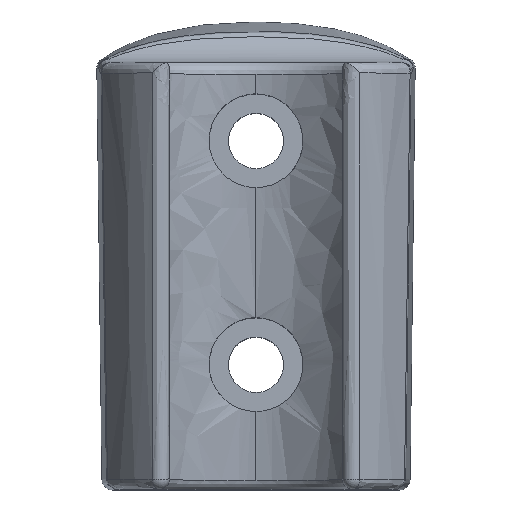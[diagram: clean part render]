
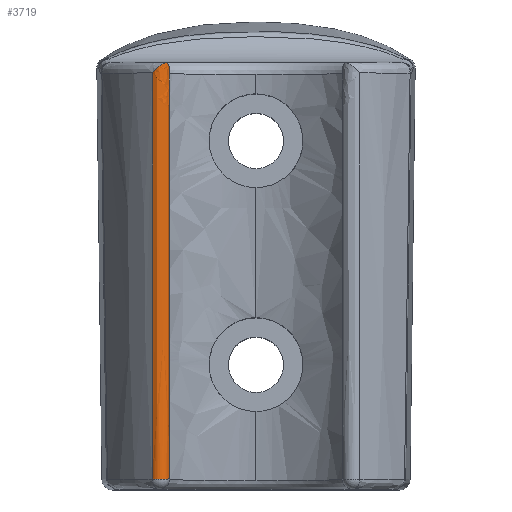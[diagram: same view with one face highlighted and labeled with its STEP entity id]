
A CAD part, top view. The second image highlights one B-rep face of the part: STEP entity #3719.
In plain terms, the highlighted free-form (B-spline) face has degree [3, 2] with [4, 3] control points.
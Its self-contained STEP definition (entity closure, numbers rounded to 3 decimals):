
#15 = CARTESIAN_POINT ( 'NONE',  ( -8.3, -11.376, -4.416 ) ) ;
#45 = CARTESIAN_POINT ( 'NONE',  ( -9.928, -1.028, -3.26 ) ) ;
#67 = CARTESIAN_POINT ( 'NONE',  ( -9.948, -15.509, -3.807 ) ) ;
#90 = CARTESIAN_POINT ( 'NONE',  ( -9.114, -0.272, -3.019 ) ) ;
#103 = CARTESIAN_POINT ( 'NONE',  ( -8.384, -0.253, -3.596 ) ) ;
#201 = CARTESIAN_POINT ( 'NONE',  ( -9.979, -40.028, -4.756 ) ) ;
#210 = CARTESIAN_POINT ( 'NONE',  ( -8.556, -0.061, -3.324 ) ) ;
#343 = EDGE_CURVE ( 'NONE', #3627, #1554, #1284, .T. ) ;
#412 = EDGE_CURVE ( 'NONE', #1707, #1554, #4355, .T. ) ;
#429 = CARTESIAN_POINT ( 'NONE',  ( -8.3, -7.27, -4.266 ) ) ;
#573 = CARTESIAN_POINT ( 'NONE',  ( -8.333, -0.434, -3.762 ) ) ;
#802 = CARTESIAN_POINT ( 'NONE',  ( -8.3, -40., -5.489 ) ) ;
#804 = CARTESIAN_POINT ( 'NONE',  ( -9.963, -26.616, -4.229 ) ) ;
#826 = CARTESIAN_POINT ( 'NONE',  ( -8.3, -3.165, -4.116 ) ) ;
#830 = CARTESIAN_POINT ( 'NONE',  ( -8.3, -27.016, -2.773 ) ) ;
#935 = ORIENTED_EDGE ( 'NONE', *, *, #5055, .F. ) ;
#1218 = ORIENTED_EDGE ( 'NONE', *, *, #412, .T. ) ;
#1283 = CARTESIAN_POINT ( 'NONE',  ( -9.931, -2.749, -3.324 ) ) ;
#1284 = B_SPLINE_CURVE_WITH_KNOTS ( 'NONE', 3,
 ( #3959, #210, #4423, #103, #1827, #3536 ),
 .UNSPECIFIED., .F., .F.,
 ( 4, 2, 4 ),
 ( -0.003, -0.003, -0.003 ),
 .UNSPECIFIED. ) ;
#1338 = CARTESIAN_POINT ( 'NONE',  ( -9.97, -32.188, -4.449 ) ) ;
#1396 = CARTESIAN_POINT ( 'NONE',  ( -8.3, -3.165, -4.116 ) ) ;
#1424 = EDGE_CURVE ( 'NONE', #3088, #4606, #5552, .T. ) ;
#1433 = ORIENTED_EDGE ( 'NONE', *, *, #2794, .F. ) ;
#1554 = VERTEX_POINT ( 'NONE', #5520 ) ;
#1630 = CARTESIAN_POINT ( 'NONE',  ( -8.3, -40., -5.489 ) ) ;
#1656 = CARTESIAN_POINT ( 'NONE',  ( -8.3, -40.087, -3.202 ) ) ;
#1684 = CARTESIAN_POINT ( 'NONE',  ( -9.979, -40.028, -4.756 ) ) ;
#1699 = CARTESIAN_POINT ( 'NONE',  ( -9.234, -0.359, -3.009 ) ) ;
#1707 = VERTEX_POINT ( 'NONE', #1396 ) ;
#1708 = CARTESIAN_POINT ( 'NONE',  ( -9.953, -19.762, -3.969 ) ) ;
#1765 = CARTESIAN_POINT ( 'NONE',  ( -9.979, -40.028, -4.756 ) ) ;
#1778 = B_SPLINE_CURVE_WITH_KNOTS ( 'NONE', 3,
 ( #2150, #3914, #1785, #1699, #90, #1814, #5538, #3053 ),
 .UNSPECIFIED., .F., .F.,
 ( 4, 2, 2, 4 ),
 ( 0., 0.001, 0.001, 0.002 ),
 .UNSPECIFIED. ) ;
#1785 = CARTESIAN_POINT ( 'NONE',  ( -9.568, -0.629, -3.034 ) ) ;
#1792 = CARTESIAN_POINT ( 'NONE',  ( -9.929, -1.602, -3.281 ) ) ;
#1814 = CARTESIAN_POINT ( 'NONE',  ( -8.877, -0.126, -3.09 ) ) ;
#1827 = CARTESIAN_POINT ( 'NONE',  ( -8.352, -0.338, -3.685 ) ) ;
#1855 = DIRECTION ( 'NONE',  ( 0., 0.999, 0.038 ) ) ;
#1882 = CARTESIAN_POINT ( 'NONE',  ( -8.311, -1.344, -3.88 ) ) ;
#1885 = CARTESIAN_POINT ( 'NONE',  ( -9.3, -40., -5.489 ) ) ;
#1927 = B_SPLINE_CURVE_WITH_KNOTS ( 'NONE', 3,
 ( #1765, #5215, #1338, #4339, #2125, #1708, #67, #3834, #5546, #1283, #3061, #1792, #4243 ),
 .UNSPECIFIED., .F., .F.,
 ( 4, 3, 3, 3, 4 ),
 ( 0., 0.012, 0.025, 0.037, 0.039 ),
 .UNSPECIFIED. ) ;
#2099 = CARTESIAN_POINT ( 'NONE',  ( -9.927, 0.209, -3.213 ) ) ;
#2125 = CARTESIAN_POINT ( 'NONE',  ( -9.959, -24.015, -4.132 ) ) ;
#2127 = CARTESIAN_POINT ( 'NONE',  ( -8.3, -40., -5.489 ) ) ;
#2150 = CARTESIAN_POINT ( 'NONE',  ( -9.928, -1.028, -3.26 ) ) ;
#2445 = FACE_OUTER_BOUND ( 'NONE', #2774, .T. ) ;
#2550 = CARTESIAN_POINT ( 'NONE',  ( -8.3, -23.987, -4.884 ) ) ;
#2556 = CARTESIAN_POINT ( 'NONE',  ( -8.3, 0.161, -1.906 ) ) ;
#2762 = ORIENTED_EDGE ( 'NONE', *, *, #343, .F. ) ;
#2774 = EDGE_LOOP ( 'NONE', ( #935, #3060, #4042, #1433, #1218, #2762 ) ) ;
#2790 = AXIS2_PLACEMENT_3D ( 'NONE', #1885, #1855, #5310 ) ;
#2794 = EDGE_CURVE ( 'NONE', #1707, #4606, #3731, .T. ) ;
#2869 =( BOUNDED_SURFACE ( )  B_SPLINE_SURFACE ( 3, 2, ( 
 ( #1630, #1656, #1684 ),
 ( #2949, #830, #804 ),
 ( #3393, #5525, #5106 ),
 ( #4993, #2556, #2099 ) ),
 .UNSPECIFIED., .F., .F., .T. ) 
 B_SPLINE_SURFACE_WITH_KNOTS ( ( 4, 4 ),
 ( 3, 3 ),
 ( 0.001, 0.041 ),
 ( 0., 1. ),
 .UNSPECIFIED. ) 
 GEOMETRIC_REPRESENTATION_ITEM ( )  RATIONAL_B_SPLINE_SURFACE ( (
 ( 1., 0.4, 1.),
 ( 1., 0.411, 1.),
 ( 1., 0.422, 1.),
 ( 1., 0.432, 1.) ) ) 
 REPRESENTATION_ITEM ( '' )  SURFACE ( )  );
#2949 = CARTESIAN_POINT ( 'NONE',  ( -8.3, -26.588, -4.978 ) ) ;
#2975 = VERTEX_POINT ( 'NONE', #45 ) ;
#3053 = CARTESIAN_POINT ( 'NONE',  ( -8.647, -0.03, -3.244 ) ) ;
#3060 = ORIENTED_EDGE ( 'NONE', *, *, #4196, .F. ) ;
#3061 = CARTESIAN_POINT ( 'NONE',  ( -9.93, -2.175, -3.303 ) ) ;
#3088 = VERTEX_POINT ( 'NONE', #201 ) ;
#3149 = CARTESIAN_POINT ( 'NONE',  ( -8.3, -2.255, -3.998 ) ) ;
#3393 = CARTESIAN_POINT ( 'NONE',  ( -8.3, -13.176, -4.479 ) ) ;
#3536 = CARTESIAN_POINT ( 'NONE',  ( -8.333, -0.434, -3.762 ) ) ;
#3615 = CARTESIAN_POINT ( 'NONE',  ( -8.3, -3.165, -4.116 ) ) ;
#3627 = VERTEX_POINT ( 'NONE', #5226 ) ;
#3719 = ADVANCED_FACE ( 'NONE', ( #2445 ), #2869, .T. ) ;
#3731 = B_SPLINE_CURVE_WITH_KNOTS ( 'NONE', 3,
 ( #826, #429, #15, #4365, #4678, #2550, #4764, #4253, #5160, #2127 ),
 .UNSPECIFIED., .F., .F.,
 ( 4, 3, 3, 4 ),
 ( 0.002, 0.014, 0.027, 0.039 ),
 .UNSPECIFIED. ) ;
#3834 = CARTESIAN_POINT ( 'NONE',  ( -9.942, -11.256, -3.645 ) ) ;
#3914 = CARTESIAN_POINT ( 'NONE',  ( -9.769, -0.831, -3.124 ) ) ;
#3959 = CARTESIAN_POINT ( 'NONE',  ( -8.647, -0.03, -3.244 ) ) ;
#4042 = ORIENTED_EDGE ( 'NONE', *, *, #1424, .T. ) ;
#4196 = EDGE_CURVE ( 'NONE', #3088, #2975, #1927, .T. ) ;
#4243 = CARTESIAN_POINT ( 'NONE',  ( -9.928, -1.028, -3.26 ) ) ;
#4253 = CARTESIAN_POINT ( 'NONE',  ( -8.3, -32.16, -5.191 ) ) ;
#4339 = CARTESIAN_POINT ( 'NONE',  ( -9.964, -28.269, -4.297 ) ) ;
#4355 = B_SPLINE_CURVE_WITH_KNOTS ( 'NONE', 3,
 ( #3615, #3149, #1882, #573 ),
 .UNSPECIFIED., .F., .F.,
 ( 4, 4 ),
 ( -0.004, -0.001 ),
 .UNSPECIFIED. ) ;
#4365 = CARTESIAN_POINT ( 'NONE',  ( -8.3, -15.481, -4.568 ) ) ;
#4423 = CARTESIAN_POINT ( 'NONE',  ( -8.485, -0.115, -3.417 ) ) ;
#4606 = VERTEX_POINT ( 'NONE', #802 ) ;
#4678 = CARTESIAN_POINT ( 'NONE',  ( -8.3, -19.734, -4.726 ) ) ;
#4764 = CARTESIAN_POINT ( 'NONE',  ( -8.3, -28.241, -5.044 ) ) ;
#4993 = CARTESIAN_POINT ( 'NONE',  ( -8.3, 0.237, -3.992 ) ) ;
#5055 = EDGE_CURVE ( 'NONE', #2975, #3627, #1778, .T. ) ;
#5106 = CARTESIAN_POINT ( 'NONE',  ( -9.945, -13.204, -3.715 ) ) ;
#5160 = CARTESIAN_POINT ( 'NONE',  ( -8.3, -36.08, -5.339 ) ) ;
#5215 = CARTESIAN_POINT ( 'NONE',  ( -9.975, -36.108, -4.602 ) ) ;
#5226 = CARTESIAN_POINT ( 'NONE',  ( -8.647, -0.03, -3.244 ) ) ;
#5310 = DIRECTION ( 'NONE',  ( 0., 0.038, -0.999 ) ) ;
#5520 = CARTESIAN_POINT ( 'NONE',  ( -8.333, -0.434, -3.762 ) ) ;
#5525 = CARTESIAN_POINT ( 'NONE',  ( -8.3, -13.588, -2.341 ) ) ;
#5538 = CARTESIAN_POINT ( 'NONE',  ( -8.755, -0.065, -3.152 ) ) ;
#5546 = CARTESIAN_POINT ( 'NONE',  ( -9.936, -7.002, -3.484 ) ) ;
#5552 = CIRCLE ( 'NONE', #2790, 1. ) ;
